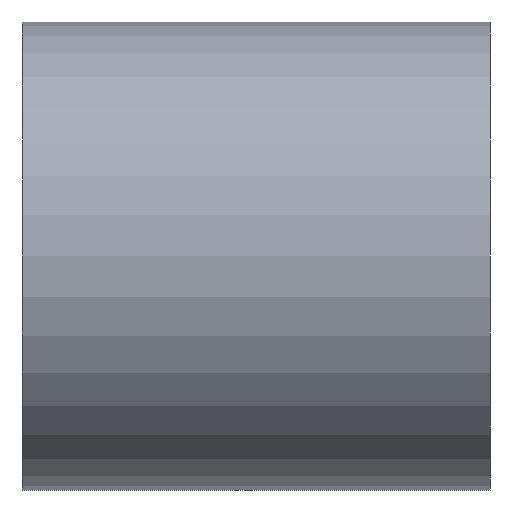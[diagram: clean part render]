
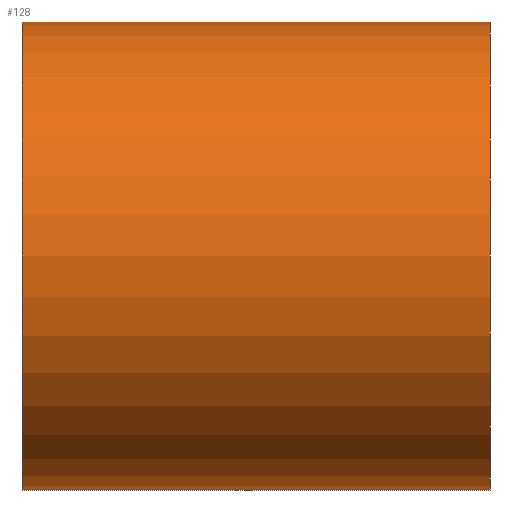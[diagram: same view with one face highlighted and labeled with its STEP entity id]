
A CAD part, front view. The second image highlights one B-rep face of the part: STEP entity #128.
In plain terms, the highlighted cylindrical face has radius 7.5 mm (diameter 15 mm), a full revolution.
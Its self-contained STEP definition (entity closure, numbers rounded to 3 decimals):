
#78=CARTESIAN_POINT('',(-95.,-63.5,20.));
#79=DIRECTION('',(1.,0.,0.));
#80=DIRECTION('',(-0.,1.,0.));
#81=AXIS2_PLACEMENT_3D('',#78,#79,#80);
#82=CYLINDRICAL_SURFACE('',#81,7.5);
#83=CARTESIAN_POINT('',(-80.,-56.,20.));
#84=VERTEX_POINT('',#83);
#85=CARTESIAN_POINT('',(-95.,-56.,20.));
#86=VERTEX_POINT('',#85);
#87=CARTESIAN_POINT('',(-80.,-56.,20.));
#88=DIRECTION('',(-1.,-0.,-0.));
#89=VECTOR('',#88,15.);
#90=LINE('',#87,#89);
#91=EDGE_CURVE('',#84,#86,#90,.T.);
#92=ORIENTED_EDGE('',*,*,#91,.T.);
#93=CARTESIAN_POINT('',(-95.,-71.,20.));
#94=VERTEX_POINT('',#93);
#95=CARTESIAN_POINT('',(-95.,-63.5,20.));
#96=DIRECTION('',(-1.,-0.,0.));
#97=DIRECTION('',(0.,-1.,0.));
#98=AXIS2_PLACEMENT_3D('',#95,#96,#97);
#99=CIRCLE('',#98,7.5);
#100=EDGE_CURVE('',#94,#86,#99,.T.);
#101=ORIENTED_EDGE('',*,*,#100,.F.);
#102=CARTESIAN_POINT('',(-95.,-63.5,20.));
#103=DIRECTION('',(-1.,-0.,0.));
#104=DIRECTION('',(0.,-1.,0.));
#105=AXIS2_PLACEMENT_3D('',#102,#103,#104);
#106=CIRCLE('',#105,7.5);
#107=EDGE_CURVE('',#86,#94,#106,.T.);
#108=ORIENTED_EDGE('',*,*,#107,.F.);
#109=ORIENTED_EDGE('',*,*,#91,.F.);
#110=CARTESIAN_POINT('',(-80.,-71.,20.));
#111=VERTEX_POINT('',#110);
#112=CARTESIAN_POINT('',(-80.,-63.5,20.));
#113=DIRECTION('',(-1.,-0.,0.));
#114=DIRECTION('',(0.,-1.,0.));
#115=AXIS2_PLACEMENT_3D('',#112,#113,#114);
#116=CIRCLE('',#115,7.5);
#117=EDGE_CURVE('',#84,#111,#116,.T.);
#118=ORIENTED_EDGE('',*,*,#117,.T.);
#119=CARTESIAN_POINT('',(-80.,-63.5,20.));
#120=DIRECTION('',(-1.,-0.,0.));
#121=DIRECTION('',(0.,-1.,0.));
#122=AXIS2_PLACEMENT_3D('',#119,#120,#121);
#123=CIRCLE('',#122,7.5);
#124=EDGE_CURVE('',#111,#84,#123,.T.);
#125=ORIENTED_EDGE('',*,*,#124,.T.);
#126=EDGE_LOOP('',(#92,#101,#108,#109,#118,#125));
#127=FACE_BOUND('',#126,.T.);
#128=ADVANCED_FACE('',(#127),#82,.T.);
